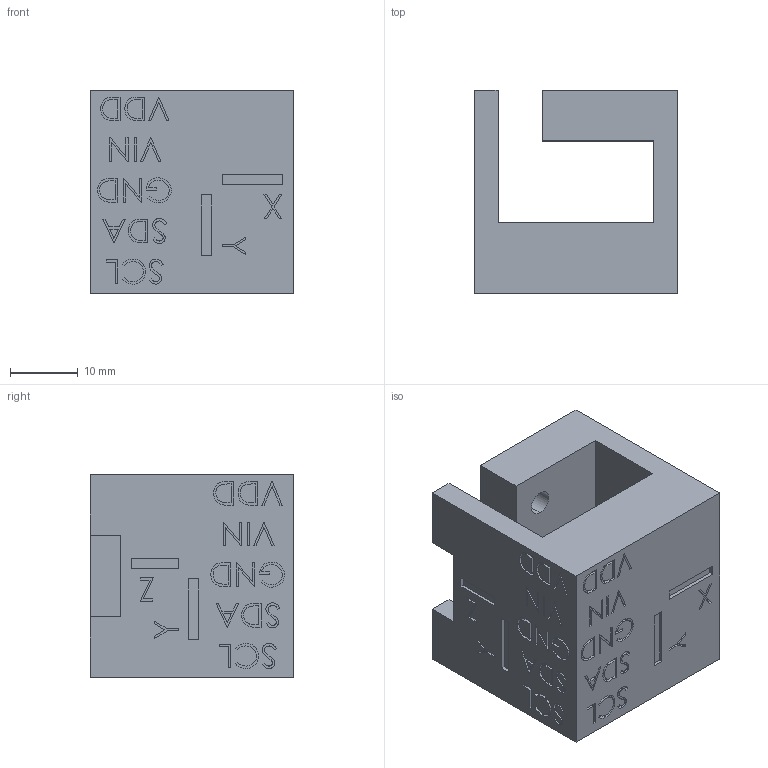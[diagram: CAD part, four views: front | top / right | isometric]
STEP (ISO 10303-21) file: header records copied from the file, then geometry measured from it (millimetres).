
FILE_DESCRIPTION (( 'STEP AP214' ), '1' );
FILE_NAME ('imu01b_holder.STEP', '2019-09-08T20:17:54', ( '' ), ( '' ), 'SwSTEP 2.0', 'SolidWorks 2015', '' );
FILE_SCHEMA (( 'AUTOMOTIVE_DESIGN' ));
Length unit declared in the file: millimetre
Products named in the file (1): imu01b_holder
Bounding box: 30 x 30 x 30 mm (x, y, z)
Volume: 16623.5 mm3; surface area: 7545.6 mm2
Topology: 1 solids, 1 shells, 541 faces, 1437 edges, 958 vertices
Faces by surface type: plane 344, bspline 189, cylinder 8
Entity records: 26579 total; most frequent: CARTESIAN_POINT 14350, ORIENTED_EDGE 2874, DIRECTION 1781, EDGE_CURVE 1437, LINE 1043, VECTOR 1043, VERTEX_POINT 958, EDGE_LOOP 605
